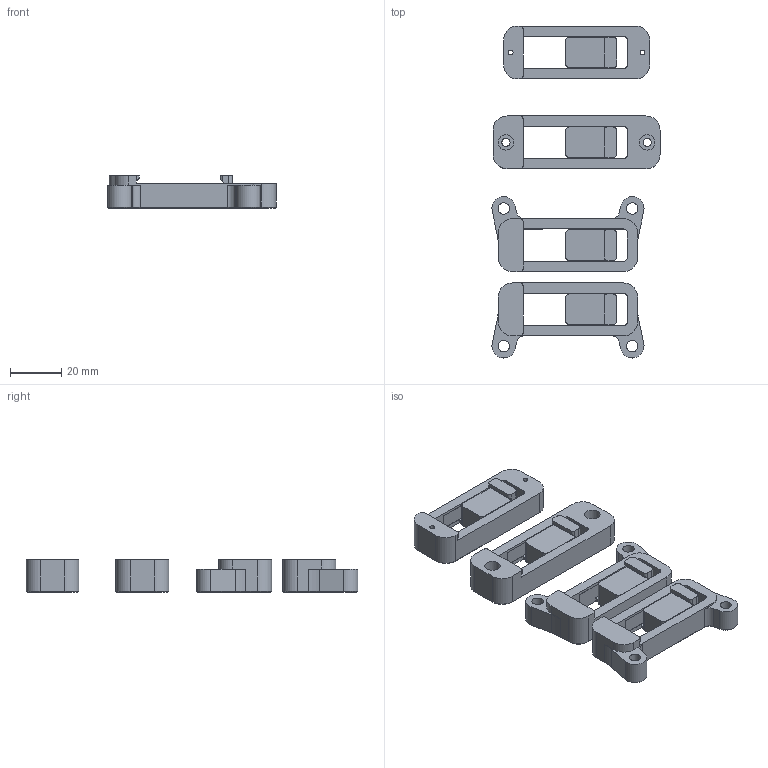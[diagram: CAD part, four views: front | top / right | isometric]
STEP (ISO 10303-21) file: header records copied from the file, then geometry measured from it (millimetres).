
FILE_DESCRIPTION(/* description */ (''),/* implementation_level */ '2;1');
FILE_NAME(/* name */ 'BEEFY_Din.step',/* time_stamp */ '2022-09-09T21:32:36-05:00',/* author */ (''),/* organization */ (''),/* preprocessor_version */ 'ST-DEVELOPER v19',/* originating_system */ 'Autodesk Translation Framework v11.7.0.108',/* authorisation */ '');
FILE_SCHEMA (('AUTOMOTIVE_DESIGN { 1 0 10303 214 3 1 1 }'));
Length unit declared in the file: millimetre
Products named in the file (5): BEEFY_Din; BEEFY_Din-PSU(50mm)-mirrored; BEEFY_Din-PSU(50mm); BEEFY_Din(55mm); BEEFY_Din(standard)
Assembly tree (4 placements, depth 2):
  BEEFY_Din
    BEEFY_Din-PSU(50mm)-mirrored
    BEEFY_Din-PSU(50mm)
    BEEFY_Din(55mm)
    BEEFY_Din(standard)
Bounding box: 65.45 x 129.2 x 12.6 mm (x, y, z)
Volume: 33812.9 mm3; surface area: 23986.6 mm2
Topology: 8 solids, 8 shells, 448 faces, 1138 edges, 712 vertices
Faces by surface type: plane 270, cylinder 118, cone 60
Full cylindrical faces by diameter (mm): 1.9 x2, 3.2 x2, 4.4 x4, 6 x2, 8 x8
Entity records: 13518 total; most frequent: DIRECTION 2348, CARTESIAN_POINT 2307, ORIENTED_EDGE 2276, EDGE_CURVE 1138, LINE 842, VECTOR 842, AXIS2_PLACEMENT_3D 753, VERTEX_POINT 712
